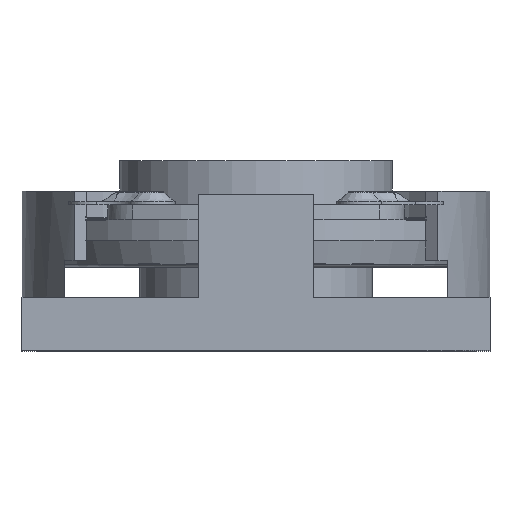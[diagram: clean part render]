
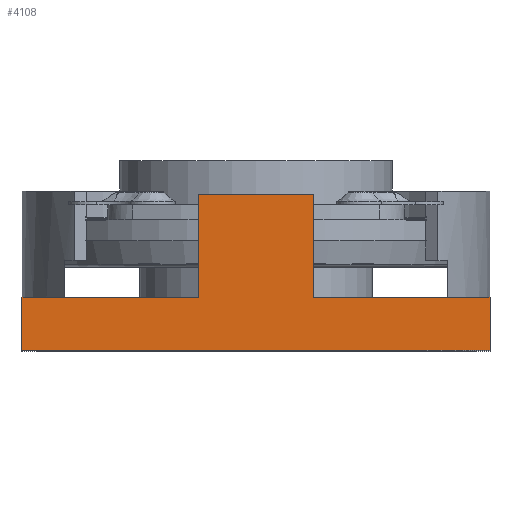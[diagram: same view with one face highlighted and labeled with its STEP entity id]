
A CAD part, top view. The second image highlights one B-rep face of the part: STEP entity #4108.
In plain terms, the highlighted planar face has unit normal (0, 0, 1).
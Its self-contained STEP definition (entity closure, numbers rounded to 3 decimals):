
#682=FACE_OUTER_BOUND('',#984,.T.);
#984=EDGE_LOOP('',(#3078,#3079,#3080,#3081,#3082,#3083,#3084,#3085));
#1275=LINE('',#8420,#1519);
#1279=LINE('',#8437,#1523);
#1280=LINE('',#8439,#1524);
#1281=LINE('',#8441,#1525);
#1282=LINE('',#8443,#1526);
#1283=LINE('',#8445,#1527);
#1284=LINE('',#8446,#1528);
#1285=LINE('',#8447,#1529);
#1519=VECTOR('',#5208,28.3);
#1523=VECTOR('',#5222,10.65);
#1524=VECTOR('',#5223,6.25);
#1525=VECTOR('',#5224,7.);
#1526=VECTOR('',#5225,6.25);
#1527=VECTOR('',#5226,10.65);
#1528=VECTOR('',#5227,3.2);
#1529=VECTOR('',#5228,3.2);
#1847=VERTEX_POINT('',#8418);
#1848=VERTEX_POINT('',#8419);
#1855=VERTEX_POINT('',#8435);
#1856=VERTEX_POINT('',#8436);
#1857=VERTEX_POINT('',#8438);
#1858=VERTEX_POINT('',#8440);
#1859=VERTEX_POINT('',#8442);
#1860=VERTEX_POINT('',#8444);
#2298=EDGE_CURVE('',#1847,#1848,#1275,.T.);
#2306=EDGE_CURVE('',#1855,#1856,#1279,.T.);
#2307=EDGE_CURVE('',#1856,#1857,#1280,.T.);
#2308=EDGE_CURVE('',#1857,#1858,#1281,.T.);
#2309=EDGE_CURVE('',#1859,#1858,#1282,.T.);
#2310=EDGE_CURVE('',#1859,#1860,#1283,.T.);
#2311=EDGE_CURVE('',#1848,#1860,#1284,.T.);
#2312=EDGE_CURVE('',#1847,#1855,#1285,.T.);
#3078=ORIENTED_EDGE('',*,*,#2306,.T.);
#3079=ORIENTED_EDGE('',*,*,#2307,.T.);
#3080=ORIENTED_EDGE('',*,*,#2308,.T.);
#3081=ORIENTED_EDGE('',*,*,#2309,.F.);
#3082=ORIENTED_EDGE('',*,*,#2310,.T.);
#3083=ORIENTED_EDGE('',*,*,#2311,.F.);
#3084=ORIENTED_EDGE('',*,*,#2298,.F.);
#3085=ORIENTED_EDGE('',*,*,#2312,.T.);
#3721=PLANE('',#4457);
#4108=ADVANCED_FACE('',(#682),#3721,.T.);
#4457=AXIS2_PLACEMENT_3D('',#8434,#5220,#5221);
#5208=DIRECTION('',(-1.,0.,0.));
#5220=DIRECTION('center_axis',(0.,0.,1.));
#5221=DIRECTION('ref_axis',(1.,0.,0.));
#5222=DIRECTION('',(-1.,0.,0.));
#5223=DIRECTION('',(0.,1.,0.));
#5224=DIRECTION('',(-1.,0.,0.));
#5225=DIRECTION('',(0.,1.,0.));
#5226=DIRECTION('',(-1.,0.,0.));
#5227=DIRECTION('',(0.,1.,0.));
#5228=DIRECTION('',(0.,1.,0.));
#8418=CARTESIAN_POINT('',(14.15,-0.5,20.));
#8419=CARTESIAN_POINT('',(-14.15,-0.5,20.));
#8420=CARTESIAN_POINT('',(14.15,-0.5,20.));
#8434=CARTESIAN_POINT('Origin',(14.15,-0.5,20.));
#8435=CARTESIAN_POINT('',(14.15,2.7,20.));
#8436=CARTESIAN_POINT('',(3.5,2.7,20.));
#8437=CARTESIAN_POINT('',(14.15,2.7,20.));
#8438=CARTESIAN_POINT('',(3.5,8.95,20.));
#8439=CARTESIAN_POINT('',(3.5,2.7,20.));
#8440=CARTESIAN_POINT('',(-3.5,8.95,20.));
#8441=CARTESIAN_POINT('',(-14.15,8.95,20.));
#8442=CARTESIAN_POINT('',(-3.5,2.7,20.));
#8443=CARTESIAN_POINT('',(-3.5,2.7,20.));
#8444=CARTESIAN_POINT('',(-14.15,2.7,20.));
#8445=CARTESIAN_POINT('',(14.15,2.7,20.));
#8446=CARTESIAN_POINT('',(-14.15,-0.5,20.));
#8447=CARTESIAN_POINT('',(14.15,-0.5,20.));
